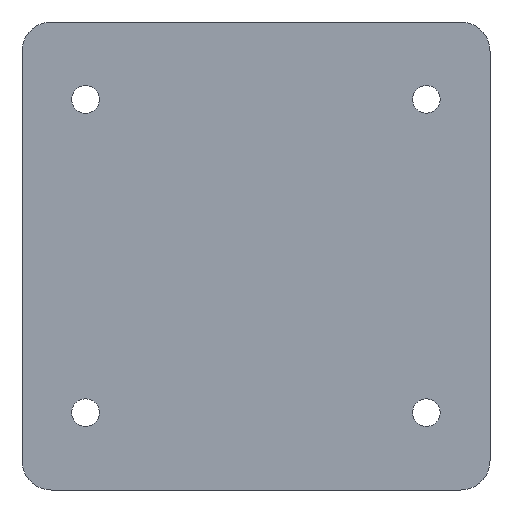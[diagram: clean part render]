
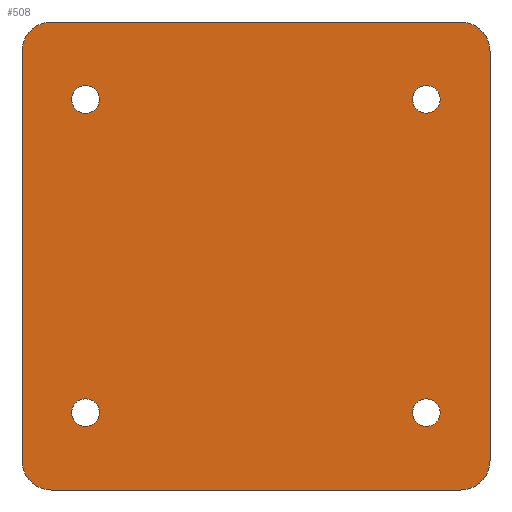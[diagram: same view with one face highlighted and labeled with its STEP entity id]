
A CAD part, front view. The second image highlights one B-rep face of the part: STEP entity #508.
In plain terms, the highlighted planar face has unit normal (0, -1, 0).
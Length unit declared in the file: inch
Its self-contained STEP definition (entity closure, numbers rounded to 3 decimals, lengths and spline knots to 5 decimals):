
#15=FACE_BOUND('',#105,.T.);
#16=FACE_BOUND('',#106,.T.);
#17=FACE_BOUND('',#107,.T.);
#18=FACE_BOUND('',#108,.T.);
#29=CIRCLE('',#560,0.125);
#30=CIRCLE('',#563,0.125);
#31=CIRCLE('',#564,0.125);
#32=CIRCLE('',#565,0.125);
#33=CIRCLE('',#566,0.059);
#34=CIRCLE('',#567,0.05906);
#35=CIRCLE('',#568,0.059);
#36=CIRCLE('',#569,0.05906);
#74=FACE_OUTER_BOUND('',#104,.T.);
#104=EDGE_LOOP('',(#385,#386,#387,#388,#389,#390,#391,#392));
#105=EDGE_LOOP('',(#393));
#106=EDGE_LOOP('',(#394));
#107=EDGE_LOOP('',(#395));
#108=EDGE_LOOP('',(#396));
#160=LINE('',#814,#205);
#163=LINE('',#820,#208);
#164=LINE('',#824,#209);
#165=LINE('',#828,#210);
#205=VECTOR('',#653,0.3937);
#208=VECTOR('',#658,0.3937);
#209=VECTOR('',#661,0.3937);
#210=VECTOR('',#664,0.3937);
#243=VERTEX_POINT('',#807);
#244=VERTEX_POINT('',#809);
#245=VERTEX_POINT('',#813);
#247=VERTEX_POINT('',#819);
#248=VERTEX_POINT('',#821);
#249=VERTEX_POINT('',#823);
#250=VERTEX_POINT('',#825);
#251=VERTEX_POINT('',#827);
#252=VERTEX_POINT('',#830);
#253=VERTEX_POINT('',#832);
#254=VERTEX_POINT('',#834);
#255=VERTEX_POINT('',#836);
#296=EDGE_CURVE('',#243,#244,#29,.T.);
#298=EDGE_CURVE('',#244,#245,#160,.T.);
#301=EDGE_CURVE('',#247,#243,#163,.T.);
#302=EDGE_CURVE('',#248,#247,#30,.T.);
#303=EDGE_CURVE('',#249,#248,#164,.T.);
#304=EDGE_CURVE('',#250,#249,#31,.T.);
#305=EDGE_CURVE('',#251,#250,#165,.T.);
#306=EDGE_CURVE('',#245,#251,#32,.T.);
#307=EDGE_CURVE('',#252,#252,#33,.T.);
#308=EDGE_CURVE('',#253,#253,#34,.T.);
#309=EDGE_CURVE('',#254,#254,#35,.T.);
#310=EDGE_CURVE('',#255,#255,#36,.T.);
#385=ORIENTED_EDGE('',*,*,#296,.F.);
#386=ORIENTED_EDGE('',*,*,#301,.F.);
#387=ORIENTED_EDGE('',*,*,#302,.F.);
#388=ORIENTED_EDGE('',*,*,#303,.F.);
#389=ORIENTED_EDGE('',*,*,#304,.F.);
#390=ORIENTED_EDGE('',*,*,#305,.F.);
#391=ORIENTED_EDGE('',*,*,#306,.F.);
#392=ORIENTED_EDGE('',*,*,#298,.F.);
#393=ORIENTED_EDGE('',*,*,#307,.F.);
#394=ORIENTED_EDGE('',*,*,#308,.F.);
#395=ORIENTED_EDGE('',*,*,#309,.F.);
#396=ORIENTED_EDGE('',*,*,#310,.F.);
#489=PLANE('',#562);
#508=ADVANCED_FACE('',(#74,#15,#16,#17,#18),#489,.F.);
#560=AXIS2_PLACEMENT_3D('',#810,#648,#649);
#562=AXIS2_PLACEMENT_3D('',#818,#656,#657);
#563=AXIS2_PLACEMENT_3D('',#822,#659,#660);
#564=AXIS2_PLACEMENT_3D('',#826,#662,#663);
#565=AXIS2_PLACEMENT_3D('',#829,#665,#666);
#566=AXIS2_PLACEMENT_3D('',#831,#667,#668);
#567=AXIS2_PLACEMENT_3D('',#833,#669,#670);
#568=AXIS2_PLACEMENT_3D('',#835,#671,#672);
#569=AXIS2_PLACEMENT_3D('',#837,#673,#674);
#648=DIRECTION('center_axis',(0.,1.,0.));
#649=DIRECTION('ref_axis',(-0.707,0.,0.707));
#653=DIRECTION('',(1.,0.,0.));
#656=DIRECTION('center_axis',(0.,1.,0.));
#657=DIRECTION('ref_axis',(0.,0.,1.));
#658=DIRECTION('',(0.,0.,1.));
#659=DIRECTION('center_axis',(0.,1.,0.));
#660=DIRECTION('ref_axis',(-0.707,0.,-0.707));
#661=DIRECTION('',(-1.,0.,0.));
#662=DIRECTION('center_axis',(0.,1.,0.));
#663=DIRECTION('ref_axis',(0.707,0.,-0.707));
#664=DIRECTION('',(0.,0.,-1.));
#665=DIRECTION('center_axis',(0.,1.,0.));
#666=DIRECTION('ref_axis',(0.707,0.,0.707));
#667=DIRECTION('center_axis',(0.,-1.,0.));
#668=DIRECTION('ref_axis',(1.,0.,0.));
#669=DIRECTION('center_axis',(0.,-1.,0.));
#670=DIRECTION('ref_axis',(1.,0.,0.));
#671=DIRECTION('center_axis',(0.,-1.,0.));
#672=DIRECTION('ref_axis',(1.,0.,0.));
#673=DIRECTION('center_axis',(0.,-1.,0.));
#674=DIRECTION('ref_axis',(1.,0.,0.));
#807=CARTESIAN_POINT('',(0.,0.,-0.125));
#809=CARTESIAN_POINT('',(0.125,0.,0.));
#810=CARTESIAN_POINT('Origin',(0.125,0.,-0.125));
#813=CARTESIAN_POINT('',(1.875,0.,0.));
#814=CARTESIAN_POINT('',(0.,0.,0.));
#818=CARTESIAN_POINT('Origin',(1.,0.,-1.));
#819=CARTESIAN_POINT('',(0.,0.,-1.875));
#820=CARTESIAN_POINT('',(0.,0.,-2.));
#821=CARTESIAN_POINT('',(0.125,0.,-2.));
#822=CARTESIAN_POINT('Origin',(0.125,0.,-1.875));
#823=CARTESIAN_POINT('',(1.875,0.,-2.));
#824=CARTESIAN_POINT('',(2.,0.,-2.));
#825=CARTESIAN_POINT('',(2.,0.,-1.875));
#826=CARTESIAN_POINT('Origin',(1.875,0.,-1.875));
#827=CARTESIAN_POINT('',(2.,0.,-0.125));
#828=CARTESIAN_POINT('',(2.,0.,0.));
#829=CARTESIAN_POINT('Origin',(1.875,0.,-0.125));
#830=CARTESIAN_POINT('',(1.66919,0.,-1.6695));
#831=CARTESIAN_POINT('Origin',(1.72819,0.,-1.6695));
#832=CARTESIAN_POINT('',(0.21244,0.,-1.6695));
#833=CARTESIAN_POINT('Origin',(0.2715,0.,-1.6695));
#834=CARTESIAN_POINT('',(1.66919,0.,-0.3305));
#835=CARTESIAN_POINT('Origin',(1.72819,0.,-0.3305));
#836=CARTESIAN_POINT('',(0.21244,0.,-0.33092));
#837=CARTESIAN_POINT('Origin',(0.2715,0.,-0.33092));
